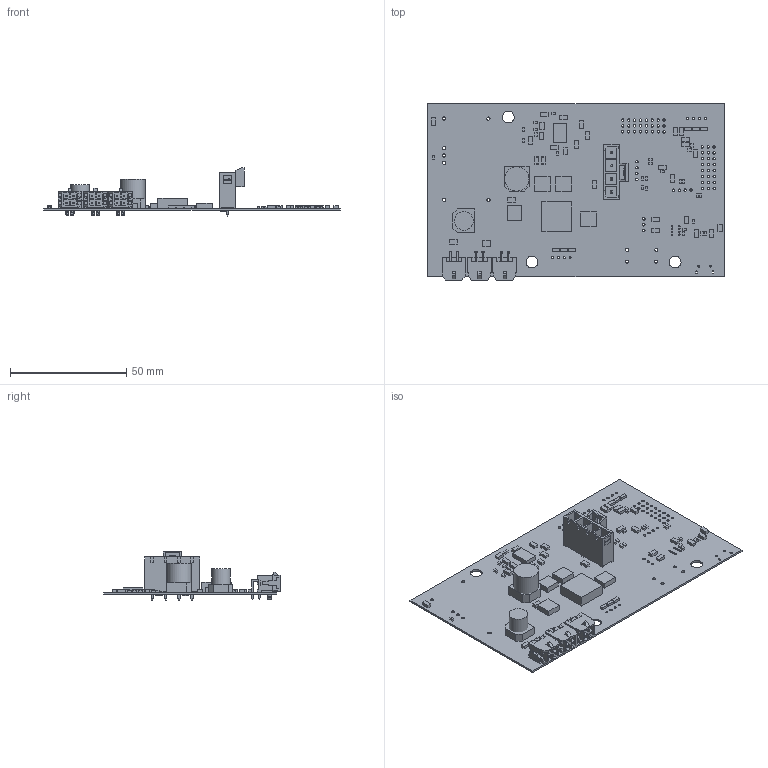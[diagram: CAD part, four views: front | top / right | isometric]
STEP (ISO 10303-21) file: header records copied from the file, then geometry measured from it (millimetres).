
FILE_DESCRIPTION(('Open CASCADE Model'),'2;1');
FILE_NAME('Open CASCADE Shape Model','2020-04-03T16:44:04',('Author'),( 'Open CASCADE'),'Open CASCADE STEP processor 6.8','Open CASCADE 6.8' ,'Unknown');
FILE_SCHEMA(('AUTOMOTIVE_DESIGN { 1 0 10303 214 1 1 1 1 }'));
Length unit declared in the file: millimetre
Products named in the file (116): PCB; Board; U3; 804286152; Extruded; R21; 804284792; R20; R18; 804285200; R17; 804285472; 804285608; R16; R15; R14; R13; R12; Q8; 804286288; Q7; 804286424; Q6; Q5; D8; 804286832; C24; 804286560; 804136432; Cylinder; C23; 804285336; C22; 804285064; C21; C20; C19; C18; C17; C16 ...
Assembly tree (176 placements, depth 4):
  PCB
    Board
    U3
      804286152
        Extruded
    R21
      804284792
        Extruded
    R20
      804284792
        Extruded
    R18
      804285200
        Extruded
    R17
      804285472  x2
        Extruded
      804285608
        Extruded
    R16
      804285472  x2
        Extruded
      804285608
        Extruded
    R15
      804285200
        Extruded
    R14
      804285200
        Extruded
    R13
      804284792
        Extruded
    R12
      804284792
        Extruded
    Q8
      804286288
        Extruded
    Q7
      804286424
        Extruded
    Q6
      804286424
        Extruded
    Q5
      804286424
        Extruded
    D8
      804286832
        Extruded
    C24
      804286560
        Extruded
      804136432
        Cylinder
    C23
      804285336
        Extruded
    C22
Bounding box: 127.25 x 75.75 x 20.73 mm (x, y, z)
Volume: 14122.8 mm3; surface area: 28730.4 mm2
Topology: 81 solids, 81 shells, 1673 faces, 4206 edges, 2789 vertices
Faces by surface type: plane 1456, cylinder 181, torus 30, cone 6
Full cylindrical faces by diameter (mm): 0.65 x8, 0.85 x2, 0.9 x4, 1.016 x60, 1.02 x12, 1.1 x3, 1.3 x4, 1.397 x7, 1.8 x4, 3 x5, 5.08 x3, 8 x1, 10.5 x1
Entity records: 27059 total; most frequent: CARTESIAN_POINT 4555, DIRECTION 4318, ORIENTED_EDGE 4062, EDGE_CURVE 2031, LINE 1650, VECTOR 1650, AXIS2_PLACEMENT_3D 1334, VERTEX_POINT 1313
